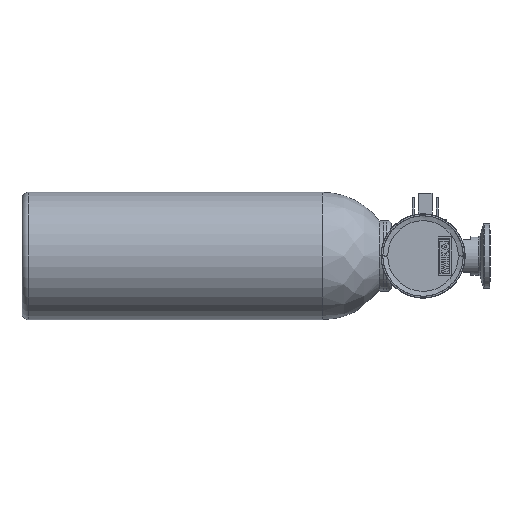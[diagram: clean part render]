
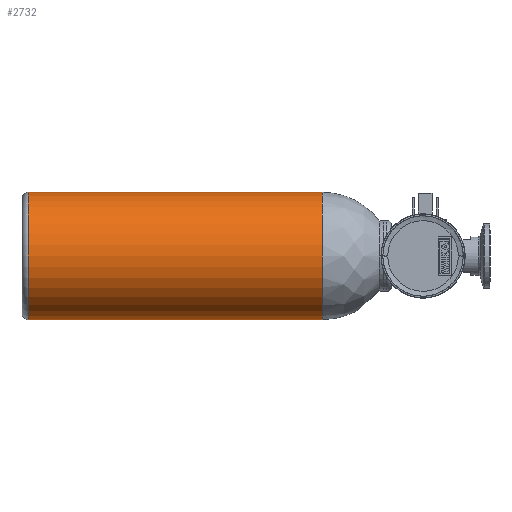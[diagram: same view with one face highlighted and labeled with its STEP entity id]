
A CAD part, front view. The second image highlights one B-rep face of the part: STEP entity #2732.
In plain terms, the highlighted cylindrical face has radius 29.5 mm (diameter 59 mm), a full revolution.
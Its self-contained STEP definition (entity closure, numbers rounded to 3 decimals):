
#200=CYLINDRICAL_SURFACE('',#8908,29.5);
#259=FACE_BOUND('',#3328,.T.);
#260=FACE_BOUND('',#3329,.T.);
#386=CIRCLE('',#8906,29.5);
#387=CIRCLE('',#8907,29.5);
#2732=ADVANCED_FACE('',(#259,#260),#200,.T.);
#3328=EDGE_LOOP('',(#3648));
#3329=EDGE_LOOP('',(#3649));
#3648=ORIENTED_EDGE('',*,*,#5718,.T.);
#3649=ORIENTED_EDGE('',*,*,#5719,.T.);
#4683=VERTEX_POINT('',#11099);
#4684=VERTEX_POINT('',#11101);
#5718=EDGE_CURVE('',#4683,#4683,#386,.T.);
#5719=EDGE_CURVE('',#4684,#4684,#387,.T.);
#8906=AXIS2_PLACEMENT_3D('',#11098,#9410,#9411);
#8907=AXIS2_PLACEMENT_3D('',#11100,#9412,#9413);
#8908=AXIS2_PLACEMENT_3D('',#11102,#9414,#9415);
#9410=DIRECTION('',(1.,0.,0.));
#9411=DIRECTION('',(0.,0.,-1.));
#9412=DIRECTION('',(-1.,0.,0.));
#9413=DIRECTION('',(0.,0.,1.));
#9414=DIRECTION('',(-1.,0.,0.));
#9415=DIRECTION('',(0.,0.,1.));
#11098=CARTESIAN_POINT('',(-195.7,0.,0.));
#11099=CARTESIAN_POINT('',(-195.7,0.,-29.5));
#11100=CARTESIAN_POINT('',(-59.7,0.,0.));
#11101=CARTESIAN_POINT('',(-59.7,0.,29.5));
#11102=CARTESIAN_POINT('',(-198.7,0.,0.));
